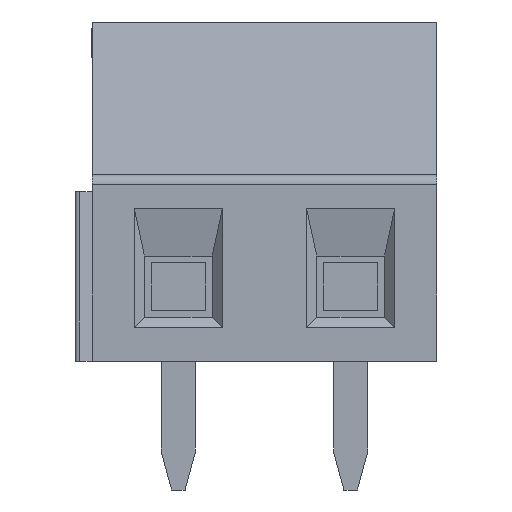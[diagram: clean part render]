
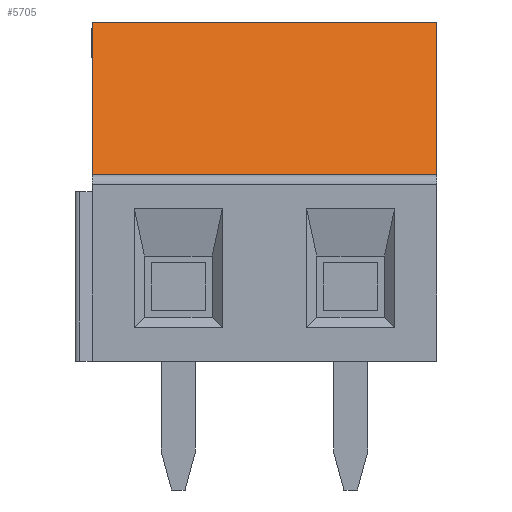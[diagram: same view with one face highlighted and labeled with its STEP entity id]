
A CAD part, front view. The second image highlights one B-rep face of the part: STEP entity #5705.
In plain terms, the highlighted planar face has unit normal (0, -0.966, 0.259).
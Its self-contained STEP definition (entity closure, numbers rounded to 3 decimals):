
#102 = EDGE_CURVE ( 'NONE', #1731, #6489, #3635, .T. ) ;
#301 = CARTESIAN_POINT ( 'NONE',  ( -5.08, 0.85, 4.55 ) ) ;
#535 = CARTESIAN_POINT ( 'NONE',  ( 5.08, 2.056, 9.05 ) ) ;
#606 = LINE ( 'NONE', #2400, #11984 ) ;
#644 = DIRECTION ( 'NONE',  ( 0., 0.966, -0.259 ) ) ;
#1177 = DIRECTION ( 'NONE',  ( 0., -0.259, -0.966 ) ) ;
#1425 = EDGE_CURVE ( 'NONE', #1731, #6695, #606, .T. ) ;
#1731 = VERTEX_POINT ( 'NONE', #535 ) ;
#2283 = CARTESIAN_POINT ( 'NONE',  ( -5.08, 2.056, 9.05 ) ) ;
#2400 = CARTESIAN_POINT ( 'NONE',  ( 5.08, 0.939, 4.883 ) ) ;
#3187 = CARTESIAN_POINT ( 'NONE',  ( 5.08, 0.939, 4.883 ) ) ;
#3581 = EDGE_CURVE ( 'NONE', #6489, #5798, #9913, .T. ) ;
#3635 = LINE ( 'NONE', #7615, #5086 ) ;
#3800 = DIRECTION ( 'NONE',  ( 0., 0.259, 0.966 ) ) ;
#4001 = AXIS2_PLACEMENT_3D ( 'NONE', #3187, #644, #3800 ) ;
#4634 = VECTOR ( 'NONE', #1177, 1000. ) ;
#4736 = EDGE_CURVE ( 'NONE', #6695, #5798, #12467, .T. ) ;
#4890 = EDGE_LOOP ( 'NONE', ( #11439, #10967, #7189, #9864 ) ) ;
#5086 = VECTOR ( 'NONE', #9355, 1000. ) ;
#5669 = DIRECTION ( 'NONE',  ( 0., -0.259, -0.966 ) ) ;
#5705 = ADVANCED_FACE ( 'NONE', ( #11023 ), #10297, .F. ) ;
#5798 = VERTEX_POINT ( 'NONE', #301 ) ;
#6197 = CARTESIAN_POINT ( 'NONE',  ( 5.08, 0.85, 4.55 ) ) ;
#6489 = VERTEX_POINT ( 'NONE', #2283 ) ;
#6695 = VERTEX_POINT ( 'NONE', #6197 ) ;
#7189 = ORIENTED_EDGE ( 'NONE', *, *, #1425, .F. ) ;
#7615 = CARTESIAN_POINT ( 'NONE',  ( 5.08, 2.056, 9.05 ) ) ;
#9355 = DIRECTION ( 'NONE',  ( -1., 0., 0. ) ) ;
#9864 = ORIENTED_EDGE ( 'NONE', *, *, #102, .T. ) ;
#9913 = LINE ( 'NONE', #12094, #4634 ) ;
#10039 = CARTESIAN_POINT ( 'NONE',  ( 5.08, 0.85, 4.55 ) ) ;
#10297 = PLANE ( 'NONE',  #4001 ) ;
#10967 = ORIENTED_EDGE ( 'NONE', *, *, #4736, .F. ) ;
#11023 = FACE_OUTER_BOUND ( 'NONE', #4890, .T. ) ;
#11198 = VECTOR ( 'NONE', #12285, 1000. ) ;
#11439 = ORIENTED_EDGE ( 'NONE', *, *, #3581, .T. ) ;
#11984 = VECTOR ( 'NONE', #5669, 1000. ) ;
#12094 = CARTESIAN_POINT ( 'NONE',  ( -5.08, 0.939, 4.883 ) ) ;
#12285 = DIRECTION ( 'NONE',  ( -1., 0., 0. ) ) ;
#12467 = LINE ( 'NONE', #10039, #11198 ) ;
